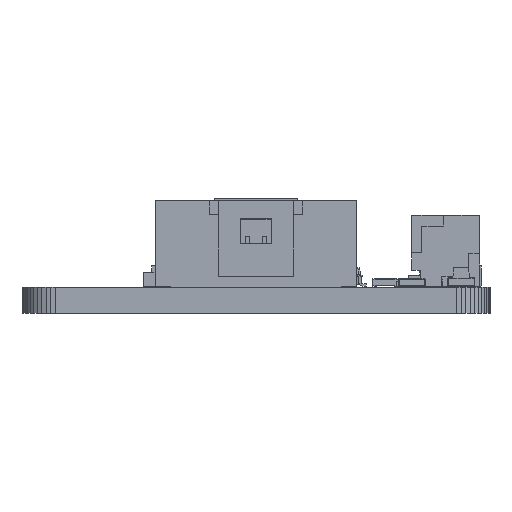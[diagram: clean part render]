
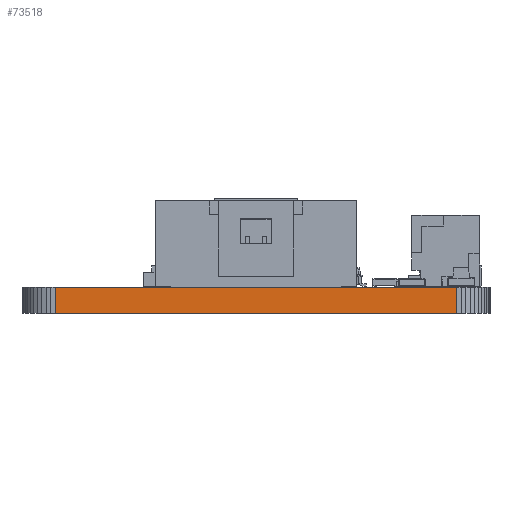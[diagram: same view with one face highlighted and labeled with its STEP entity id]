
A CAD part, front view. The second image highlights one B-rep face of the part: STEP entity #73518.
In plain terms, the highlighted planar face has unit normal (0, -1, 0).
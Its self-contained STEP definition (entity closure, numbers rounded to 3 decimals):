
#68731 = PLANE('',#68732);
#68732 = AXIS2_PLACEMENT_3D('',#68733,#68734,#68735);
#68733 = CARTESIAN_POINT('',(0.,0.,1.58
    ));
#68734 = DIRECTION('',(-0.,-0.,-1.));
#68735 = DIRECTION('',(-1.,0.,0.));
#68785 = PLANE('',#68786);
#68786 = AXIS2_PLACEMENT_3D('',#68787,#68788,#68789);
#68787 = CARTESIAN_POINT('',(0.,0.,0.)
  );
#68788 = DIRECTION('',(-0.,-0.,-1.));
#68789 = DIRECTION('',(-1.,0.,0.));
#69482 = VERTEX_POINT('',#69483);
#69483 = CARTESIAN_POINT('',(12.,-23.,0.));
#69497 = PLANE('',#69498);
#69498 = AXIS2_PLACEMENT_3D('',#69499,#69500,#69501);
#69499 = CARTESIAN_POINT('',(12.285,-22.98,0.));
#69500 = DIRECTION('',(0.071,-0.997,0.));
#69501 = DIRECTION('',(-0.997,-0.071,0.));
#69509 = EDGE_CURVE('',#69482,#69510,#69512,.T.);
#69510 = VERTEX_POINT('',#69511);
#69511 = CARTESIAN_POINT('',(-12.,-23.,0.));
#69512 = SURFACE_CURVE('',#69513,(#69517,#69524),.PCURVE_S1.);
#69513 = LINE('',#69514,#69515);
#69514 = CARTESIAN_POINT('',(12.,-23.,0.));
#69515 = VECTOR('',#69516,1.);
#69516 = DIRECTION('',(-1.,0.,0.));
#69517 = PCURVE('',#68785,#69518);
#69518 = DEFINITIONAL_REPRESENTATION('',(#69519),#69523);
#69519 = LINE('',#69520,#69521);
#69520 = CARTESIAN_POINT('',(-12.,-23.));
#69521 = VECTOR('',#69522,1.);
#69522 = DIRECTION('',(1.,0.));
#69523 = ( GEOMETRIC_REPRESENTATION_CONTEXT(2) 
PARAMETRIC_REPRESENTATION_CONTEXT() REPRESENTATION_CONTEXT('2D SPACE',''
  ) );
#69524 = PCURVE('',#69525,#69530);
#69525 = PLANE('',#69526);
#69526 = AXIS2_PLACEMENT_3D('',#69527,#69528,#69529);
#69527 = CARTESIAN_POINT('',(12.,-23.,0.));
#69528 = DIRECTION('',(0.,-1.,0.));
#69529 = DIRECTION('',(-1.,0.,0.));
#69530 = DEFINITIONAL_REPRESENTATION('',(#69531),#69535);
#69531 = LINE('',#69532,#69533);
#69532 = CARTESIAN_POINT('',(0.,-0.));
#69533 = VECTOR('',#69534,1.);
#69534 = DIRECTION('',(1.,0.));
#69535 = ( GEOMETRIC_REPRESENTATION_CONTEXT(2) 
PARAMETRIC_REPRESENTATION_CONTEXT() REPRESENTATION_CONTEXT('2D SPACE',''
  ) );
#69553 = PLANE('',#69554);
#69554 = AXIS2_PLACEMENT_3D('',#69555,#69556,#69557);
#69555 = CARTESIAN_POINT('',(-12.,-23.,0.));
#69556 = DIRECTION('',(-0.071,-0.997,0.));
#69557 = DIRECTION('',(-0.997,0.071,0.));
#71276 = VERTEX_POINT('',#71277);
#71277 = CARTESIAN_POINT('',(12.,-23.,1.58));
#71298 = EDGE_CURVE('',#71276,#71299,#71301,.T.);
#71299 = VERTEX_POINT('',#71300);
#71300 = CARTESIAN_POINT('',(-12.,-23.,1.58));
#71301 = SURFACE_CURVE('',#71302,(#71306,#71313),.PCURVE_S1.);
#71302 = LINE('',#71303,#71304);
#71303 = CARTESIAN_POINT('',(12.,-23.,1.58));
#71304 = VECTOR('',#71305,1.);
#71305 = DIRECTION('',(-1.,0.,0.));
#71306 = PCURVE('',#68731,#71307);
#71307 = DEFINITIONAL_REPRESENTATION('',(#71308),#71312);
#71308 = LINE('',#71309,#71310);
#71309 = CARTESIAN_POINT('',(-12.,-23.));
#71310 = VECTOR('',#71311,1.);
#71311 = DIRECTION('',(1.,0.));
#71312 = ( GEOMETRIC_REPRESENTATION_CONTEXT(2) 
PARAMETRIC_REPRESENTATION_CONTEXT() REPRESENTATION_CONTEXT('2D SPACE',''
  ) );
#71313 = PCURVE('',#69525,#71314);
#71314 = DEFINITIONAL_REPRESENTATION('',(#71315),#71319);
#71315 = LINE('',#71316,#71317);
#71316 = CARTESIAN_POINT('',(0.,-1.58));
#71317 = VECTOR('',#71318,1.);
#71318 = DIRECTION('',(1.,0.));
#71319 = ( GEOMETRIC_REPRESENTATION_CONTEXT(2) 
PARAMETRIC_REPRESENTATION_CONTEXT() REPRESENTATION_CONTEXT('2D SPACE',''
  ) );
#73470 = EDGE_CURVE('',#69482,#71276,#73471,.T.);
#73471 = SURFACE_CURVE('',#73472,(#73476,#73483),.PCURVE_S1.);
#73472 = LINE('',#73473,#73474);
#73473 = CARTESIAN_POINT('',(12.,-23.,0.));
#73474 = VECTOR('',#73475,1.);
#73475 = DIRECTION('',(0.,0.,1.));
#73476 = PCURVE('',#69497,#73477);
#73477 = DEFINITIONAL_REPRESENTATION('',(#73478),#73482);
#73478 = LINE('',#73479,#73480);
#73479 = CARTESIAN_POINT('',(0.285,0.));
#73480 = VECTOR('',#73481,1.);
#73481 = DIRECTION('',(0.,-1.));
#73482 = ( GEOMETRIC_REPRESENTATION_CONTEXT(2) 
PARAMETRIC_REPRESENTATION_CONTEXT() REPRESENTATION_CONTEXT('2D SPACE',''
  ) );
#73483 = PCURVE('',#69525,#73484);
#73484 = DEFINITIONAL_REPRESENTATION('',(#73485),#73489);
#73485 = LINE('',#73486,#73487);
#73486 = CARTESIAN_POINT('',(0.,-0.));
#73487 = VECTOR('',#73488,1.);
#73488 = DIRECTION('',(0.,-1.));
#73489 = ( GEOMETRIC_REPRESENTATION_CONTEXT(2) 
PARAMETRIC_REPRESENTATION_CONTEXT() REPRESENTATION_CONTEXT('2D SPACE',''
  ) );
#73518 = ADVANCED_FACE('',(#73519),#69525,.T.);
#73519 = FACE_BOUND('',#73520,.T.);
#73520 = EDGE_LOOP('',(#73521,#73522,#73523,#73544));
#73521 = ORIENTED_EDGE('',*,*,#73470,.T.);
#73522 = ORIENTED_EDGE('',*,*,#71298,.T.);
#73523 = ORIENTED_EDGE('',*,*,#73524,.F.);
#73524 = EDGE_CURVE('',#69510,#71299,#73525,.T.);
#73525 = SURFACE_CURVE('',#73526,(#73530,#73537),.PCURVE_S1.);
#73526 = LINE('',#73527,#73528);
#73527 = CARTESIAN_POINT('',(-12.,-23.,0.));
#73528 = VECTOR('',#73529,1.);
#73529 = DIRECTION('',(0.,0.,1.));
#73530 = PCURVE('',#69525,#73531);
#73531 = DEFINITIONAL_REPRESENTATION('',(#73532),#73536);
#73532 = LINE('',#73533,#73534);
#73533 = CARTESIAN_POINT('',(24.,0.));
#73534 = VECTOR('',#73535,1.);
#73535 = DIRECTION('',(0.,-1.));
#73536 = ( GEOMETRIC_REPRESENTATION_CONTEXT(2) 
PARAMETRIC_REPRESENTATION_CONTEXT() REPRESENTATION_CONTEXT('2D SPACE',''
  ) );
#73537 = PCURVE('',#69553,#73538);
#73538 = DEFINITIONAL_REPRESENTATION('',(#73539),#73543);
#73539 = LINE('',#73540,#73541);
#73540 = CARTESIAN_POINT('',(0.,0.));
#73541 = VECTOR('',#73542,1.);
#73542 = DIRECTION('',(0.,-1.));
#73543 = ( GEOMETRIC_REPRESENTATION_CONTEXT(2) 
PARAMETRIC_REPRESENTATION_CONTEXT() REPRESENTATION_CONTEXT('2D SPACE',''
  ) );
#73544 = ORIENTED_EDGE('',*,*,#69509,.F.);
